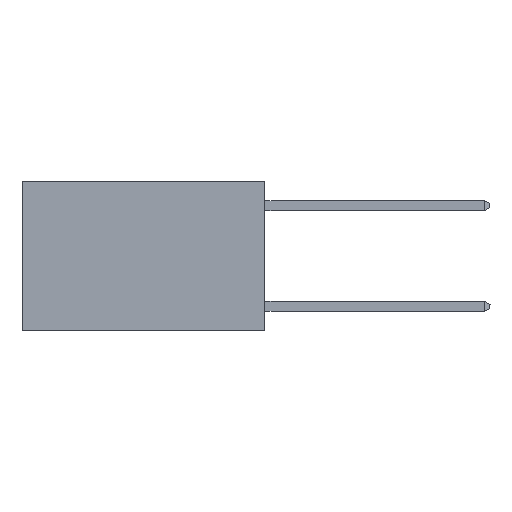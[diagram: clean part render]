
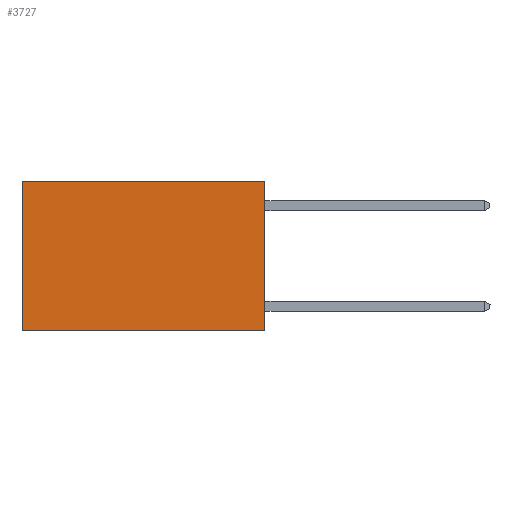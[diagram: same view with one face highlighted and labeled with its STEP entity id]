
A CAD part, left-side view. The second image highlights one B-rep face of the part: STEP entity #3727.
In plain terms, the highlighted planar face has unit normal (-1, 0, 0).
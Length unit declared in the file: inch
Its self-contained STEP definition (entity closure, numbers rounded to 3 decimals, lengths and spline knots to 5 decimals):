
#360 = LINE ( 'NONE', #22640, #4156 ) ;
#2890 = CARTESIAN_POINT ( 'NONE',  ( 0.2625, 0., -0.37 ) ) ;
#3112 = LINE ( 'NONE', #22672, #13209 ) ;
#3640 = VERTEX_POINT ( 'NONE', #19206 ) ;
#3727 = ADVANCED_FACE ( 'NONE', ( #5259 ), #19700, .F. ) ;
#4156 = VECTOR ( 'NONE', #23432, 39.37008 ) ;
#5202 = ORIENTED_EDGE ( 'NONE', *, *, #19878, .T. ) ;
#5259 = FACE_OUTER_BOUND ( 'NONE', #6320, .T. ) ;
#5629 = DIRECTION ( 'NONE',  ( 0., 0., -1. ) ) ;
#6320 = EDGE_LOOP ( 'NONE', ( #5202, #25832, #6840, #25163 ) ) ;
#6694 = LINE ( 'NONE', #18138, #23426 ) ;
#6840 = ORIENTED_EDGE ( 'NONE', *, *, #20196, .F. ) ;
#7270 = VERTEX_POINT ( 'NONE', #2890 ) ;
#9914 = DIRECTION ( 'NONE',  ( 0., 1., 0. ) ) ;
#12325 = DIRECTION ( 'NONE',  ( 0., 0., -1. ) ) ;
#13209 = VECTOR ( 'NONE', #23030, 39.37008 ) ;
#13351 = EDGE_CURVE ( 'NONE', #3640, #17022, #19188, .T. ) ;
#13518 = EDGE_CURVE ( 'NONE', #7270, #23393, #3112, .T. ) ;
#17022 = VERTEX_POINT ( 'NONE', #18005 ) ;
#18005 = CARTESIAN_POINT ( 'NONE',  ( 0.2625, 0.6, 0. ) ) ;
#18138 = CARTESIAN_POINT ( 'NONE',  ( 0.2625, 0.6, 0. ) ) ;
#19188 = LINE ( 'NONE', #24098, #23002 ) ;
#19206 = CARTESIAN_POINT ( 'NONE',  ( 0.2625, 0., 0. ) ) ;
#19700 = PLANE ( 'NONE',  #25978 ) ;
#19878 = EDGE_CURVE ( 'NONE', #17022, #23393, #6694, .T. ) ;
#20196 = EDGE_CURVE ( 'NONE', #3640, #7270, #360, .T. ) ;
#21488 = CARTESIAN_POINT ( 'NONE',  ( 0.2625, 0., 0. ) ) ;
#22640 = CARTESIAN_POINT ( 'NONE',  ( 0.2625, 0., 0. ) ) ;
#22672 = CARTESIAN_POINT ( 'NONE',  ( 0.2625, 0., -0.37 ) ) ;
#23002 = VECTOR ( 'NONE', #9914, 39.37008 ) ;
#23030 = DIRECTION ( 'NONE',  ( 0., 1., 0. ) ) ;
#23393 = VERTEX_POINT ( 'NONE', #25938 ) ;
#23426 = VECTOR ( 'NONE', #12325, 39.37008 ) ;
#23432 = DIRECTION ( 'NONE',  ( 0., 0., -1. ) ) ;
#23535 = DIRECTION ( 'NONE',  ( 1., 0., 0. ) ) ;
#24098 = CARTESIAN_POINT ( 'NONE',  ( 0.2625, 0., 0. ) ) ;
#25163 = ORIENTED_EDGE ( 'NONE', *, *, #13351, .T. ) ;
#25832 = ORIENTED_EDGE ( 'NONE', *, *, #13518, .F. ) ;
#25938 = CARTESIAN_POINT ( 'NONE',  ( 0.2625, 0.6, -0.37 ) ) ;
#25978 = AXIS2_PLACEMENT_3D ( 'NONE', #21488, #23535, #5629 ) ;
